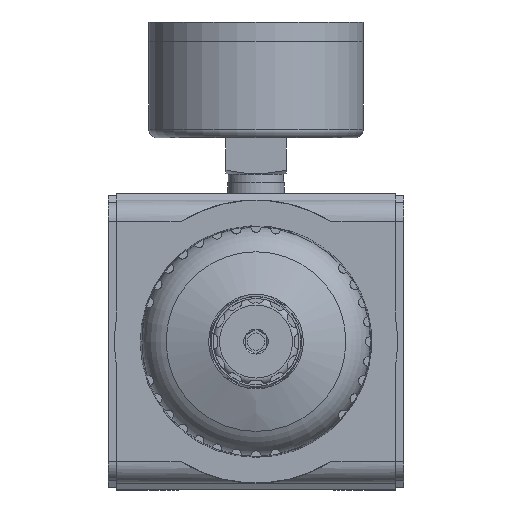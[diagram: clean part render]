
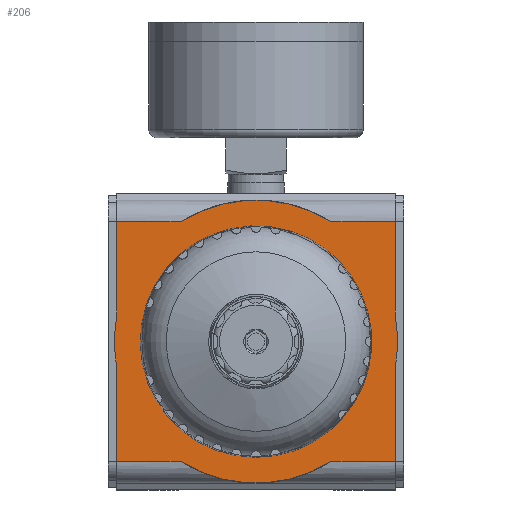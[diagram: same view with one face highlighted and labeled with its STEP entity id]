
A CAD part, front view. The second image highlights one B-rep face of the part: STEP entity #206.
In plain terms, the highlighted planar face has unit normal (0, -1, 0).
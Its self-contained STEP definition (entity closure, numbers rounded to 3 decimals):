
#206 = ADVANCED_FACE( '', ( #653, #654, #655 ), #656, .F. );
#653 = FACE_BOUND( '', #1626, .T. );
#654 = FACE_OUTER_BOUND( '', #1627, .T. );
#655 = FACE_BOUND( '', #1628, .T. );
#656 = PLANE( '', #1629 );
#1626 = EDGE_LOOP( '', ( #2598 ) );
#1627 = EDGE_LOOP( '', ( #2599, #2600, #2601, #2602, #2603, #2604, #2605, #2606, #2607, #2608, #2609, #2610 ) );
#1628 = EDGE_LOOP( '', ( #2611 ) );
#1629 = AXIS2_PLACEMENT_3D( '', #2612, #2613, #2614 );
#2598 = ORIENTED_EDGE( '', *, *, #6207, .F. );
#2599 = ORIENTED_EDGE( '', *, *, #6208, .T. );
#2600 = ORIENTED_EDGE( '', *, *, #6209, .T. );
#2601 = ORIENTED_EDGE( '', *, *, #6210, .T. );
#2602 = ORIENTED_EDGE( '', *, *, #6211, .T. );
#2603 = ORIENTED_EDGE( '', *, *, #6212, .T. );
#2604 = ORIENTED_EDGE( '', *, *, #6213, .T. );
#2605 = ORIENTED_EDGE( '', *, *, #6214, .F. );
#2606 = ORIENTED_EDGE( '', *, *, #6215, .T. );
#2607 = ORIENTED_EDGE( '', *, *, #6216, .F. );
#2608 = ORIENTED_EDGE( '', *, *, #6217, .F. );
#2609 = ORIENTED_EDGE( '', *, *, #6218, .T. );
#2610 = ORIENTED_EDGE( '', *, *, #6219, .F. );
#2611 = ORIENTED_EDGE( '', *, *, #6220, .F. );
#2612 = CARTESIAN_POINT( '', ( 32.5, 0., 28. ) );
#2613 = DIRECTION( '', ( 0., 1., 0. ) );
#2614 = DIRECTION( '', ( 0., 0., 1. ) );
#6207 = EDGE_CURVE( '', #7344, #7344, #7345, .F. );
#6208 = EDGE_CURVE( '', #7346, #7347, #7348, .T. );
#6209 = EDGE_CURVE( '', #7347, #7349, #7350, .T. );
#6210 = EDGE_CURVE( '', #7349, #7351, #7352, .T. );
#6211 = EDGE_CURVE( '', #7351, #7353, #7354, .T. );
#6212 = EDGE_CURVE( '', #7353, #7355, #7356, .T. );
#6213 = EDGE_CURVE( '', #7355, #7357, #7358, .T. );
#6214 = EDGE_CURVE( '', #7359, #7357, #7360, .T. );
#6215 = EDGE_CURVE( '', #7359, #7361, #7362, .T. );
#6216 = EDGE_CURVE( '', #7363, #7361, #7364, .T. );
#6217 = EDGE_CURVE( '', #7365, #7363, #7366, .T. );
#6218 = EDGE_CURVE( '', #7365, #7367, #7368, .T. );
#6219 = EDGE_CURVE( '', #7346, #7367, #7369, .T. );
#6220 = EDGE_CURVE( '', #7370, #7370, #7371, .F. );
#7344 = VERTEX_POINT( '', #9257 );
#7345 = CIRCLE( '', #9258, 1.6 );
#7346 = VERTEX_POINT( '', #9259 );
#7347 = VERTEX_POINT( '', #9260 );
#7348 = LINE( '', #9261, #9262 );
#7349 = VERTEX_POINT( '', #9263 );
#7350 = CIRCLE( '', #9264, 33. );
#7351 = VERTEX_POINT( '', #9265 );
#7352 = LINE( '', #9266, #9267 );
#7353 = VERTEX_POINT( '', #9268 );
#7354 = LINE( '', #9269, #9270 );
#7355 = VERTEX_POINT( '', #9271 );
#7356 = CIRCLE( '', #9272, 33. );
#7357 = VERTEX_POINT( '', #9273 );
#7358 = LINE( '', #9274, #9275 );
#7359 = VERTEX_POINT( '', #9276 );
#7360 = LINE( '', #9277, #9278 );
#7361 = VERTEX_POINT( '', #9279 );
#7362 = CIRCLE( '', #9280, 33. );
#7363 = VERTEX_POINT( '', #9281 );
#7364 = LINE( '', #9282, #9283 );
#7365 = VERTEX_POINT( '', #9284 );
#7366 = LINE( '', #9285, #9286 );
#7367 = VERTEX_POINT( '', #9287 );
#7368 = CIRCLE( '', #9288, 33. );
#7369 = LINE( '', #9289, #9290 );
#7370 = VERTEX_POINT( '', #9291 );
#7371 = CIRCLE( '', #9292, 1.6 );
#9257 = CARTESIAN_POINT( '', ( 23.5, 0., 1.6 ) );
#9258 = AXIS2_PLACEMENT_3D( '', #13870, #13871, #13872 );
#9259 = CARTESIAN_POINT( '', ( 32.5, 0., 28. ) );
#9260 = CARTESIAN_POINT( '', ( 17.464, 0., 28. ) );
#9261 = CARTESIAN_POINT( '', ( 32.5, 0., 28. ) );
#9262 = VECTOR( '', #13873, 1000. );
#9263 = CARTESIAN_POINT( '', ( -17.464, 0., 28. ) );
#9264 = AXIS2_PLACEMENT_3D( '', #13874, #13875, #13876 );
#9265 = CARTESIAN_POINT( '', ( -32.5, 0., 28. ) );
#9266 = CARTESIAN_POINT( '', ( 32.5, 0., 28. ) );
#9267 = VECTOR( '', #13877, 1000. );
#9268 = CARTESIAN_POINT( '', ( -32.5, 0., 5.723 ) );
#9269 = CARTESIAN_POINT( '', ( -32.5, 0., 28. ) );
#9270 = VECTOR( '', #13878, 1000. );
#9271 = CARTESIAN_POINT( '', ( -32.5, 0., -5.723 ) );
#9272 = AXIS2_PLACEMENT_3D( '', #13879, #13880, #13881 );
#9273 = CARTESIAN_POINT( '', ( -32.5, 0., -28. ) );
#9274 = CARTESIAN_POINT( '', ( -32.5, 0., 28. ) );
#9275 = VECTOR( '', #13882, 1000. );
#9276 = CARTESIAN_POINT( '', ( -17.464, 0., -28. ) );
#9277 = CARTESIAN_POINT( '', ( 32.5, 0., -28. ) );
#9278 = VECTOR( '', #13883, 1000. );
#9279 = CARTESIAN_POINT( '', ( 17.464, 0., -28. ) );
#9280 = AXIS2_PLACEMENT_3D( '', #13884, #13885, #13886 );
#9281 = CARTESIAN_POINT( '', ( 32.5, 0., -28. ) );
#9282 = CARTESIAN_POINT( '', ( 32.5, 0., -28. ) );
#9283 = VECTOR( '', #13887, 1000. );
#9284 = CARTESIAN_POINT( '', ( 32.5, 0., -5.723 ) );
#9285 = CARTESIAN_POINT( '', ( 32.5, 0., 28. ) );
#9286 = VECTOR( '', #13888, 1000. );
#9287 = CARTESIAN_POINT( '', ( 32.5, 0., 5.723 ) );
#9288 = AXIS2_PLACEMENT_3D( '', #13889, #13890, #13891 );
#9289 = CARTESIAN_POINT( '', ( 32.5, 0., 28. ) );
#9290 = VECTOR( '', #13892, 1000. );
#9291 = CARTESIAN_POINT( '', ( -23.5, 0., 1.6 ) );
#9292 = AXIS2_PLACEMENT_3D( '', #13893, #13894, #13895 );
#13870 = CARTESIAN_POINT( '', ( 23.5, 0., 0. ) );
#13871 = DIRECTION( '', ( 0., 1., 0. ) );
#13872 = DIRECTION( '', ( 0., 0., 1. ) );
#13873 = DIRECTION( '', ( -1., 0., 0. ) );
#13874 = CARTESIAN_POINT( '', ( 0., 0., 0. ) );
#13875 = DIRECTION( '', ( 0., -1., 0. ) );
#13876 = DIRECTION( '', ( 0., 0., -1. ) );
#13877 = DIRECTION( '', ( -1., 0., 0. ) );
#13878 = DIRECTION( '', ( 0., 0., -1. ) );
#13879 = CARTESIAN_POINT( '', ( 0., 0., 0. ) );
#13880 = DIRECTION( '', ( 0., -1., 0. ) );
#13881 = DIRECTION( '', ( 0., 0., -1. ) );
#13882 = DIRECTION( '', ( 0., 0., -1. ) );
#13883 = DIRECTION( '', ( -1., 0., 0. ) );
#13884 = CARTESIAN_POINT( '', ( 0., 0., 0. ) );
#13885 = DIRECTION( '', ( 0., -1., 0. ) );
#13886 = DIRECTION( '', ( 0., 0., -1. ) );
#13887 = DIRECTION( '', ( -1., 0., 0. ) );
#13888 = DIRECTION( '', ( 0., 0., -1. ) );
#13889 = CARTESIAN_POINT( '', ( 0., 0., 0. ) );
#13890 = DIRECTION( '', ( 0., -1., 0. ) );
#13891 = DIRECTION( '', ( 0., 0., -1. ) );
#13892 = DIRECTION( '', ( 0., 0., -1. ) );
#13893 = CARTESIAN_POINT( '', ( -23.5, 0., 0. ) );
#13894 = DIRECTION( '', ( 0., 1., 0. ) );
#13895 = DIRECTION( '', ( 0., 0., 1. ) );
